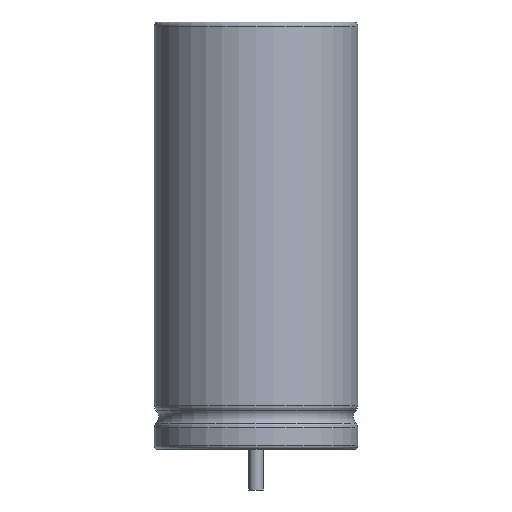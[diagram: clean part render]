
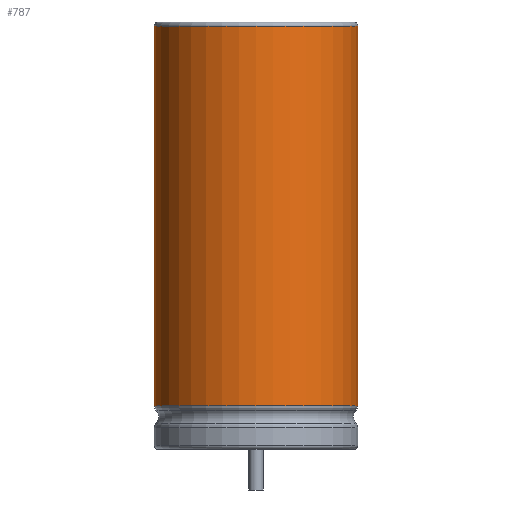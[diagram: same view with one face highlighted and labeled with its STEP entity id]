
A CAD part, left-side view. The second image highlights one B-rep face of the part: STEP entity #787.
In plain terms, the highlighted cylindrical face has radius 5 mm (diameter 10 mm), a partial arc.
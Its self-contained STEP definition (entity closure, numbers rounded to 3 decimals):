
#53=LINE('',#1213,#102);
#54=LINE('',#1216,#103);
#102=VECTOR('',#967,1.);
#103=VECTOR('',#970,1.);
#151=CYLINDRICAL_SURFACE('',#856,5.);
#165=FACE_OUTER_BOUND('',#211,.T.);
#211=EDGE_LOOP('',(#516,#517,#518,#519));
#259=CIRCLE('',#849,5.);
#266=CIRCLE('',#857,5.);
#317=VERTEX_POINT('',#1198);
#318=VERTEX_POINT('',#1199);
#323=VERTEX_POINT('',#1212);
#324=VERTEX_POINT('',#1214);
#393=EDGE_CURVE('',#317,#318,#259,.T.);
#400=EDGE_CURVE('',#323,#317,#53,.T.);
#401=EDGE_CURVE('',#324,#323,#266,.T.);
#402=EDGE_CURVE('',#324,#318,#54,.T.);
#516=ORIENTED_EDGE('',*,*,#393,.F.);
#517=ORIENTED_EDGE('',*,*,#400,.F.);
#518=ORIENTED_EDGE('',*,*,#401,.F.);
#519=ORIENTED_EDGE('',*,*,#402,.T.);
#787=ADVANCED_FACE('',(#165),#151,.T.);
#849=AXIS2_PLACEMENT_3D('',#1200,#951,#952);
#856=AXIS2_PLACEMENT_3D('',#1211,#965,#966);
#857=AXIS2_PLACEMENT_3D('',#1215,#968,#969);
#951=DIRECTION('center_axis',(0.,0.,1.));
#952=DIRECTION('ref_axis',(-1.,0.,0.));
#965=DIRECTION('center_axis',(0.,0.,1.));
#966=DIRECTION('ref_axis',(-1.,0.,0.));
#967=DIRECTION('',(0.,0.,1.));
#968=DIRECTION('center_axis',(0.,0.,-1.));
#969=DIRECTION('ref_axis',(0.924,0.383,0.));
#970=DIRECTION('',(0.,0.,1.));
#1198=CARTESIAN_POINT('',(7.119,1.913,20.8));
#1199=CARTESIAN_POINT('',(7.119,-1.913,20.8));
#1200=CARTESIAN_POINT('Origin',(2.5,0.,20.8));
#1211=CARTESIAN_POINT('Origin',(2.5,0.,2.));
#1212=CARTESIAN_POINT('',(7.119,1.913,2.135));
#1213=CARTESIAN_POINT('',(7.119,1.913,2.));
#1214=CARTESIAN_POINT('',(7.119,-1.913,2.135));
#1215=CARTESIAN_POINT('Origin',(2.5,0.,2.135));
#1216=CARTESIAN_POINT('',(7.119,-1.913,2.));
